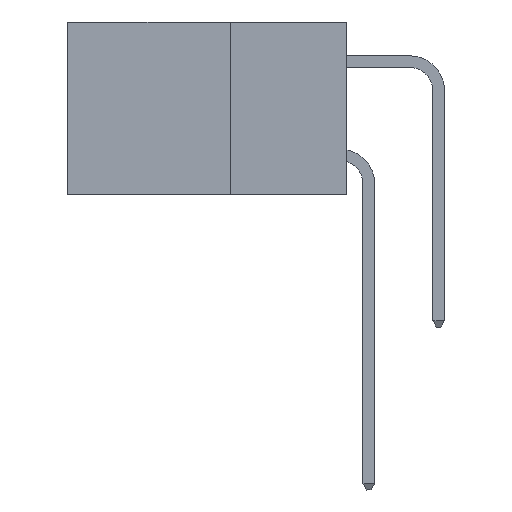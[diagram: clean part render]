
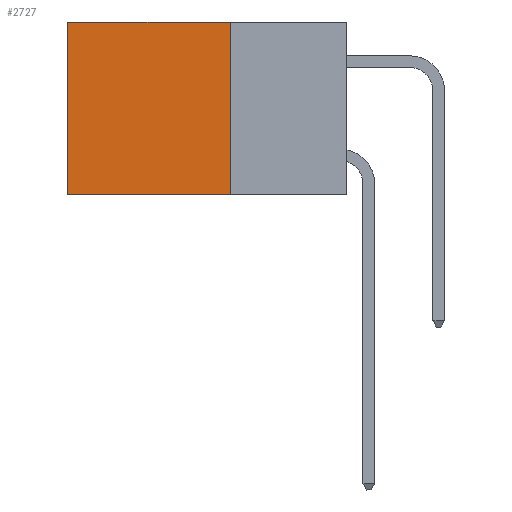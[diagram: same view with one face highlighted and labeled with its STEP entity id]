
A CAD part, left-side view. The second image highlights one B-rep face of the part: STEP entity #2727.
In plain terms, the highlighted planar face has unit normal (-1, 0, 0).
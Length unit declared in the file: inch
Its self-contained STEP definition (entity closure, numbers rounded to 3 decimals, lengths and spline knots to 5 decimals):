
#1355 = CARTESIAN_POINT ( 'NONE',  ( 0.2875, 0.6, 0. ) ) ;
#1651 = LINE ( 'NONE', #12405, #10975 ) ;
#1786 = VECTOR ( 'NONE', #3277, 39.37008 ) ;
#2026 = CARTESIAN_POINT ( 'NONE',  ( 0.2875, 0.25, 0. ) ) ;
#2531 = ORIENTED_EDGE ( 'NONE', *, *, #3333, .T. ) ;
#2727 = ADVANCED_FACE ( 'NONE', ( #12688 ), #14758, .F. ) ;
#2774 = EDGE_CURVE ( 'NONE', #7995, #5564, #15082, .T. ) ;
#3277 = DIRECTION ( 'NONE',  ( 0., 0., -1. ) ) ;
#3333 = EDGE_CURVE ( 'NONE', #3687, #7995, #13571, .T. ) ;
#3687 = VERTEX_POINT ( 'NONE', #5254 ) ;
#5254 = CARTESIAN_POINT ( 'NONE',  ( 0.2875, 0.25, 0. ) ) ;
#5516 = VECTOR ( 'NONE', #14500, 39.37008 ) ;
#5564 = VERTEX_POINT ( 'NONE', #12782 ) ;
#5668 = EDGE_CURVE ( 'NONE', #7880, #5564, #1651, .T. ) ;
#7214 = VECTOR ( 'NONE', #8492, 39.37008 ) ;
#7705 = EDGE_CURVE ( 'NONE', #3687, #7880, #12255, .T. ) ;
#7880 = VERTEX_POINT ( 'NONE', #10778 ) ;
#7995 = VERTEX_POINT ( 'NONE', #1355 ) ;
#8492 = DIRECTION ( 'NONE',  ( 0., 1., 0. ) ) ;
#8543 = CARTESIAN_POINT ( 'NONE',  ( 0.2875, 0.25, 0. ) ) ;
#9560 = EDGE_LOOP ( 'NONE', ( #9878, #10208, #12273, #2531 ) ) ;
#9878 = ORIENTED_EDGE ( 'NONE', *, *, #2774, .T. ) ;
#10208 = ORIENTED_EDGE ( 'NONE', *, *, #5668, .F. ) ;
#10778 = CARTESIAN_POINT ( 'NONE',  ( 0.2875, 0.25, -0.37 ) ) ;
#10975 = VECTOR ( 'NONE', #11219, 39.37008 ) ;
#11219 = DIRECTION ( 'NONE',  ( 0., 1., 0. ) ) ;
#12255 = LINE ( 'NONE', #2026, #1786 ) ;
#12273 = ORIENTED_EDGE ( 'NONE', *, *, #7705, .F. ) ;
#12405 = CARTESIAN_POINT ( 'NONE',  ( 0.2875, 0.25, -0.37 ) ) ;
#12688 = FACE_OUTER_BOUND ( 'NONE', #9560, .T. ) ;
#12782 = CARTESIAN_POINT ( 'NONE',  ( 0.2875, 0.6, -0.37 ) ) ;
#12939 = AXIS2_PLACEMENT_3D ( 'NONE', #14692, #14674, #14660 ) ;
#13571 = LINE ( 'NONE', #8543, #7214 ) ;
#14457 = CARTESIAN_POINT ( 'NONE',  ( 0.2875, 0.6, 0. ) ) ;
#14500 = DIRECTION ( 'NONE',  ( 0., 0., -1. ) ) ;
#14660 = DIRECTION ( 'NONE',  ( 0., 0., -1. ) ) ;
#14674 = DIRECTION ( 'NONE',  ( 1., 0., 0. ) ) ;
#14692 = CARTESIAN_POINT ( 'NONE',  ( 0.2875, 0.25, 0. ) ) ;
#14758 = PLANE ( 'NONE',  #12939 ) ;
#15082 = LINE ( 'NONE', #14457, #5516 ) ;
